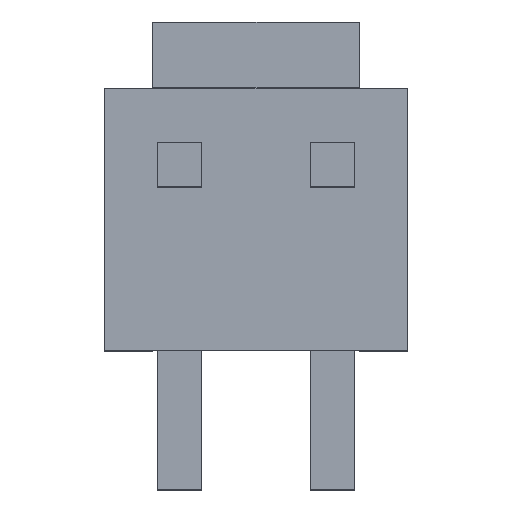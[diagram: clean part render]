
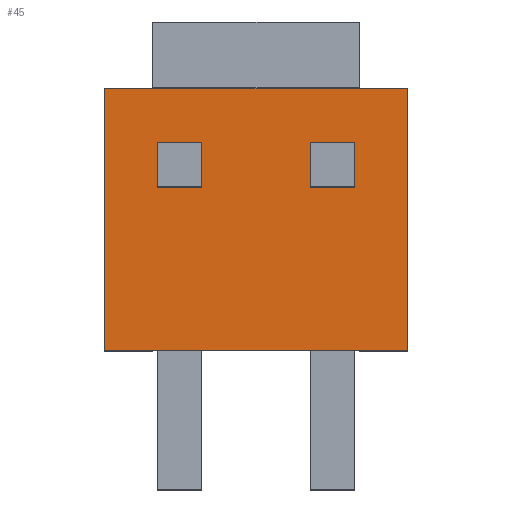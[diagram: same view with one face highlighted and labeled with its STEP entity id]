
A CAD part, top view. The second image highlights one B-rep face of the part: STEP entity #45.
In plain terms, the highlighted planar face has unit normal (0, 0, 1).
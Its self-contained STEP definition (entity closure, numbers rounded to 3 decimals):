
#3 = EDGE_CURVE ( 'NONE', #27, #4, #367, .T. ) ;
#4 = VERTEX_POINT ( 'NONE', #363 ) ;
#5 = EDGE_LOOP ( 'NONE', ( #75, #73, #76, #72, #69, #70 ) ) ;
#15 = ORIENTED_EDGE ( 'NONE', *, *, #3, .T. ) ;
#19 = VERTEX_POINT ( 'NONE', #346 ) ;
#26 = EDGE_CURVE ( 'NONE', #77, #27, #339, .T. ) ;
#27 = VERTEX_POINT ( 'NONE', #399 ) ;
#28 = VERTEX_POINT ( 'NONE', #398 ) ;
#29 = ORIENTED_EDGE ( 'NONE', *, *, #33, .T. ) ;
#30 = ORIENTED_EDGE ( 'NONE', *, *, #38, .T. ) ;
#31 = VERTEX_POINT ( 'NONE', #397 ) ;
#32 = ORIENTED_EDGE ( 'NONE', *, *, #39, .T. ) ;
#33 = EDGE_CURVE ( 'NONE', #34, #28, #396, .T. ) ;
#34 = VERTEX_POINT ( 'NONE', #392 ) ;
#38 = EDGE_CURVE ( 'NONE', #28, #31, #387, .T. ) ;
#39 = EDGE_CURVE ( 'NONE', #31, #19, #383, .T. ) ;
#40 = EDGE_LOOP ( 'NONE', ( #29, #30, #32, #163 ) ) ;
#44 = EDGE_CURVE ( 'NONE', #79, #198, #375, .T. ) ;
#45 = ADVANCED_FACE ( 'NONE', ( #371, #370, #369 ), #368, .F. ) ;
#68 = EDGE_CURVE ( 'NONE', #332, #1964, #456, .T. ) ;
#69 = ORIENTED_EDGE ( 'NONE', *, *, #301, .F. ) ;
#70 = ORIENTED_EDGE ( 'NONE', *, *, #71, .F. ) ;
#71 = EDGE_CURVE ( 'NONE', #79, #195, #452, .T. ) ;
#72 = ORIENTED_EDGE ( 'NONE', *, *, #68, .T. ) ;
#73 = ORIENTED_EDGE ( 'NONE', *, *, #207, .T. ) ;
#74 = EDGE_CURVE ( 'NONE', #316, #332, #448, .T. ) ;
#75 = ORIENTED_EDGE ( 'NONE', *, *, #44, .T. ) ;
#76 = ORIENTED_EDGE ( 'NONE', *, *, #74, .T. ) ;
#77 = VERTEX_POINT ( 'NONE', #444 ) ;
#78 = ORIENTED_EDGE ( 'NONE', *, *, #26, .T. ) ;
#79 = VERTEX_POINT ( 'NONE', #443 ) ;
#81 = ORIENTED_EDGE ( 'NONE', *, *, #82, .T. ) ;
#82 = EDGE_CURVE ( 'NONE', #4, #85, #441, .T. ) ;
#83 = EDGE_CURVE ( 'NONE', #85, #77, #437, .T. ) ;
#84 = ORIENTED_EDGE ( 'NONE', *, *, #83, .T. ) ;
#85 = VERTEX_POINT ( 'NONE', #498 ) ;
#155 = EDGE_LOOP ( 'NONE', ( #84, #78, #15, #81 ) ) ;
#158 = EDGE_CURVE ( 'NONE', #19, #34, #909, .T. ) ;
#163 = ORIENTED_EDGE ( 'NONE', *, *, #158, .T. ) ;
#195 = VERTEX_POINT ( 'NONE', #1002 ) ;
#198 = VERTEX_POINT ( 'NONE', #1001 ) ;
#207 = EDGE_CURVE ( 'NONE', #198, #316, #1033, .T. ) ;
#301 = EDGE_CURVE ( 'NONE', #195, #1964, #1147, .T. ) ;
#316 = VERTEX_POINT ( 'NONE', #1217 ) ;
#332 = VERTEX_POINT ( 'NONE', #1257 ) ;
#336 = DIRECTION ( 'NONE',  ( 0., -1., 0. ) ) ;
#337 = VECTOR ( 'NONE', #336, 1000. ) ;
#338 = CARTESIAN_POINT ( 'NONE',  ( 2.55, 0., 0.75 ) ) ;
#339 = LINE ( 'NONE', #338, #337 ) ;
#346 = CARTESIAN_POINT ( 'NONE',  ( -2.55, 4.23, 0.75 ) ) ;
#363 = CARTESIAN_POINT ( 'NONE',  ( 1.41, 4.23, 0.75 ) ) ;
#364 = DIRECTION ( 'NONE',  ( -1., 0., 0. ) ) ;
#365 = VECTOR ( 'NONE', #364, 1000. ) ;
#366 = CARTESIAN_POINT ( 'NONE',  ( -3.93, 4.23, 0.75 ) ) ;
#367 = LINE ( 'NONE', #366, #365 ) ;
#368 = PLANE ( 'NONE',  #433 ) ;
#369 = FACE_OUTER_BOUND ( 'NONE', #5, .T. ) ;
#370 = FACE_BOUND ( 'NONE', #155, .T. ) ;
#371 = FACE_BOUND ( 'NONE', #40, .T. ) ;
#372 = DIRECTION ( 'NONE',  ( 0., 1., 0. ) ) ;
#373 = VECTOR ( 'NONE', #372, 1000. ) ;
#374 = CARTESIAN_POINT ( 'NONE',  ( 3.93, 0., 0.75 ) ) ;
#375 = LINE ( 'NONE', #374, #373 ) ;
#380 = DIRECTION ( 'NONE',  ( -1., 0., 0. ) ) ;
#381 = VECTOR ( 'NONE', #380, 1000. ) ;
#382 = CARTESIAN_POINT ( 'NONE',  ( -3.93, 4.23, 0.75 ) ) ;
#383 = LINE ( 'NONE', #382, #381 ) ;
#384 = DIRECTION ( 'NONE',  ( 0., -1., 0. ) ) ;
#385 = VECTOR ( 'NONE', #384, 1000. ) ;
#386 = CARTESIAN_POINT ( 'NONE',  ( -1.41, 0., 0.75 ) ) ;
#387 = LINE ( 'NONE', #386, #385 ) ;
#392 = CARTESIAN_POINT ( 'NONE',  ( -2.55, 5.37, 0.75 ) ) ;
#393 = DIRECTION ( 'NONE',  ( 1., 0., 0. ) ) ;
#394 = VECTOR ( 'NONE', #393, 1000. ) ;
#395 = CARTESIAN_POINT ( 'NONE',  ( -3.93, 5.37, 0.75 ) ) ;
#396 = LINE ( 'NONE', #395, #394 ) ;
#397 = CARTESIAN_POINT ( 'NONE',  ( -1.41, 4.23, 0.75 ) ) ;
#398 = CARTESIAN_POINT ( 'NONE',  ( -1.41, 5.37, 0.75 ) ) ;
#399 = CARTESIAN_POINT ( 'NONE',  ( 2.55, 4.23, 0.75 ) ) ;
#430 = DIRECTION ( 'NONE',  ( 1., 0., 0. ) ) ;
#431 = DIRECTION ( 'NONE',  ( 0., 0., -1. ) ) ;
#432 = CARTESIAN_POINT ( 'NONE',  ( -3.93, 0., 0.75 ) ) ;
#433 = AXIS2_PLACEMENT_3D ( 'NONE', #432, #431, #430 ) ;
#434 = DIRECTION ( 'NONE',  ( 1., 0., 0. ) ) ;
#435 = VECTOR ( 'NONE', #434, 1000. ) ;
#436 = CARTESIAN_POINT ( 'NONE',  ( -3.93, 5.37, 0.75 ) ) ;
#437 = LINE ( 'NONE', #436, #435 ) ;
#438 = DIRECTION ( 'NONE',  ( 0., 1., 0. ) ) ;
#439 = VECTOR ( 'NONE', #438, 1000. ) ;
#440 = CARTESIAN_POINT ( 'NONE',  ( 1.41, 0., 0.75 ) ) ;
#441 = LINE ( 'NONE', #440, #439 ) ;
#443 = CARTESIAN_POINT ( 'NONE',  ( 3.93, 0., 0.75 ) ) ;
#444 = CARTESIAN_POINT ( 'NONE',  ( 2.55, 5.37, 0.75 ) ) ;
#445 = DIRECTION ( 'NONE',  ( -1., 0., 0. ) ) ;
#446 = VECTOR ( 'NONE', #445, 1000. ) ;
#447 = CARTESIAN_POINT ( 'NONE',  ( -3.93, 6.8, 0.75 ) ) ;
#448 = LINE ( 'NONE', #447, #446 ) ;
#449 = DIRECTION ( 'NONE',  ( -1., 0., 0. ) ) ;
#450 = VECTOR ( 'NONE', #449, 1000. ) ;
#451 = CARTESIAN_POINT ( 'NONE',  ( -3.93, 0., 0.75 ) ) ;
#452 = LINE ( 'NONE', #451, #450 ) ;
#453 = DIRECTION ( 'NONE',  ( -1., 0., 0. ) ) ;
#454 = VECTOR ( 'NONE', #453, 1000. ) ;
#455 = CARTESIAN_POINT ( 'NONE',  ( -3.93, 6.8, 0.75 ) ) ;
#456 = LINE ( 'NONE', #455, #454 ) ;
#498 = CARTESIAN_POINT ( 'NONE',  ( 1.41, 5.37, 0.75 ) ) ;
#906 = DIRECTION ( 'NONE',  ( 0., 1., 0. ) ) ;
#907 = VECTOR ( 'NONE', #906, 1000. ) ;
#908 = CARTESIAN_POINT ( 'NONE',  ( -2.55, 0., 0.75 ) ) ;
#909 = LINE ( 'NONE', #908, #907 ) ;
#1001 = CARTESIAN_POINT ( 'NONE',  ( 3.93, 6.8, 0.75 ) ) ;
#1002 = CARTESIAN_POINT ( 'NONE',  ( -3.93, 0., 0.75 ) ) ;
#1030 = DIRECTION ( 'NONE',  ( -1., 0., 0. ) ) ;
#1031 = VECTOR ( 'NONE', #1030, 1000. ) ;
#1032 = CARTESIAN_POINT ( 'NONE',  ( -3.93, 6.8, 0.75 ) ) ;
#1033 = LINE ( 'NONE', #1032, #1031 ) ;
#1144 = DIRECTION ( 'NONE',  ( 0., 1., 0. ) ) ;
#1145 = VECTOR ( 'NONE', #1144, 1000. ) ;
#1146 = CARTESIAN_POINT ( 'NONE',  ( -3.93, 0., 0.75 ) ) ;
#1147 = LINE ( 'NONE', #1146, #1145 ) ;
#1217 = CARTESIAN_POINT ( 'NONE',  ( 2.68, 6.8, 0.75 ) ) ;
#1257 = CARTESIAN_POINT ( 'NONE',  ( -2.68, 6.8, 0.75 ) ) ;
#1864 = CARTESIAN_POINT ( 'NONE',  ( -3.93, 6.8, 0.75 ) ) ;
#1964 = VERTEX_POINT ( 'NONE', #1864 ) ;
